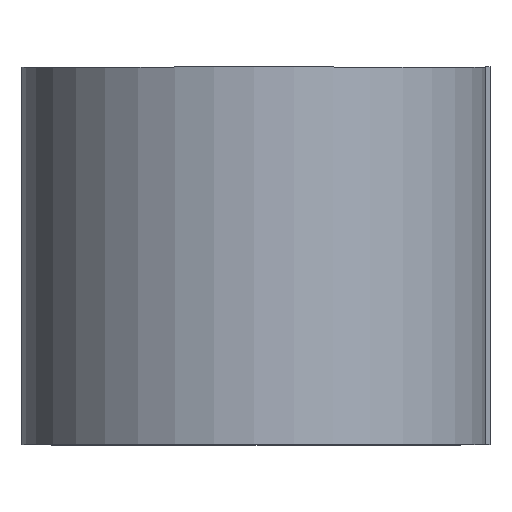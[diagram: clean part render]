
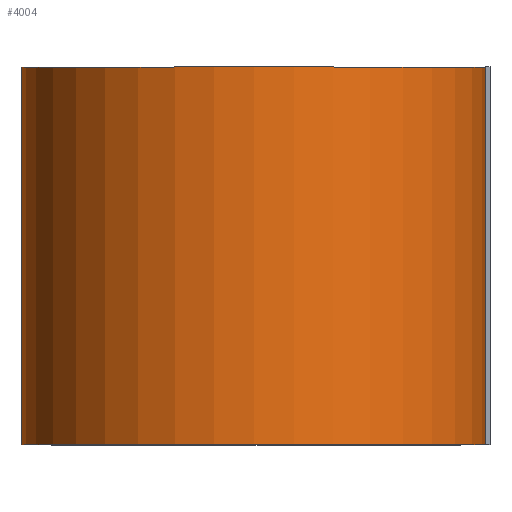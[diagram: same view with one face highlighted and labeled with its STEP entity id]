
A CAD part, top view. The second image highlights one B-rep face of the part: STEP entity #4004.
In plain terms, the highlighted cylindrical face has radius 6.145 mm (diameter 12.29 mm), a partial arc.
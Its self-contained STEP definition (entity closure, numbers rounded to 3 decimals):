
#6 = EDGE_CURVE ( 'NONE', #1090, #4145, #1289, .T. ) ;
#267 = CARTESIAN_POINT ( 'NONE',  ( -0.055, 0., 0. ) ) ;
#326 = VECTOR ( 'NONE', #655, 1000. ) ;
#459 = CARTESIAN_POINT ( 'NONE',  ( -6.2, 0., 0. ) ) ;
#655 = DIRECTION ( 'NONE',  ( 0., -1., 0. ) ) ;
#727 = DIRECTION ( 'NONE',  ( 1., 0., 0. ) ) ;
#984 = CARTESIAN_POINT ( 'NONE',  ( -6.2, 10., 0. ) ) ;
#1090 = VERTEX_POINT ( 'NONE', #2903 ) ;
#1125 = VERTEX_POINT ( 'NONE', #3806 ) ;
#1199 = CARTESIAN_POINT ( 'NONE',  ( 6.09, 10., 0. ) ) ;
#1227 = ORIENTED_EDGE ( 'NONE', *, *, #4141, .T. ) ;
#1266 = AXIS2_PLACEMENT_3D ( 'NONE', #2355, #3048, #1765 ) ;
#1278 = CARTESIAN_POINT ( 'NONE',  ( 6.09, 10., 0. ) ) ;
#1289 = LINE ( 'NONE', #984, #3274 ) ;
#1477 = CIRCLE ( 'NONE', #1700, 6.145 ) ;
#1510 = DIRECTION ( 'NONE',  ( 0., -1., 0. ) ) ;
#1700 = AXIS2_PLACEMENT_3D ( 'NONE', #267, #3324, #1992 ) ;
#1762 = AXIS2_PLACEMENT_3D ( 'NONE', #4179, #1510, #727 ) ;
#1763 = ORIENTED_EDGE ( 'NONE', *, *, #3177, .F. ) ;
#1765 = DIRECTION ( 'NONE',  ( 0., 0., -1. ) ) ;
#1992 = DIRECTION ( 'NONE',  ( 1., 0., 0. ) ) ;
#1998 = LINE ( 'NONE', #1278, #326 ) ;
#2016 = ORIENTED_EDGE ( 'NONE', *, *, #3565, .F. ) ;
#2261 = ORIENTED_EDGE ( 'NONE', *, *, #6, .T. ) ;
#2291 = DIRECTION ( 'NONE',  ( 0., -1., 0. ) ) ;
#2355 = CARTESIAN_POINT ( 'NONE',  ( -0.055, 10., 0. ) ) ;
#2596 = VERTEX_POINT ( 'NONE', #1199 ) ;
#2686 = CYLINDRICAL_SURFACE ( 'NONE', #1266, 6.145 ) ;
#2903 = CARTESIAN_POINT ( 'NONE',  ( -6.2, 10., 0. ) ) ;
#3048 = DIRECTION ( 'NONE',  ( 0., -1., 0. ) ) ;
#3177 = EDGE_CURVE ( 'NONE', #2596, #1125, #1998, .T. ) ;
#3274 = VECTOR ( 'NONE', #2291, 1000. ) ;
#3324 = DIRECTION ( 'NONE',  ( 0., -1., 0. ) ) ;
#3565 = EDGE_CURVE ( 'NONE', #1125, #4145, #1477, .T. ) ;
#3748 = FACE_OUTER_BOUND ( 'NONE', #4244, .T. ) ;
#3806 = CARTESIAN_POINT ( 'NONE',  ( 6.09, 0., 0. ) ) ;
#4004 = ADVANCED_FACE ( 'NONE', ( #3748 ), #2686, .T. ) ;
#4141 = EDGE_CURVE ( 'NONE', #2596, #1090, #4389, .T. ) ;
#4145 = VERTEX_POINT ( 'NONE', #459 ) ;
#4179 = CARTESIAN_POINT ( 'NONE',  ( -0.055, 10., 0. ) ) ;
#4244 = EDGE_LOOP ( 'NONE', ( #2016, #1763, #1227, #2261 ) ) ;
#4389 = CIRCLE ( 'NONE', #1762, 6.145 ) ;
